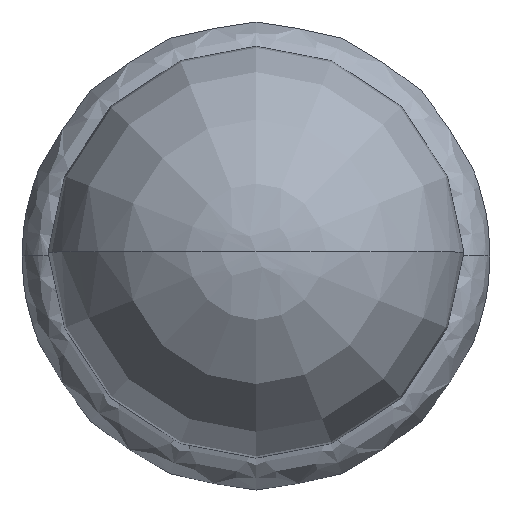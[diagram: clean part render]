
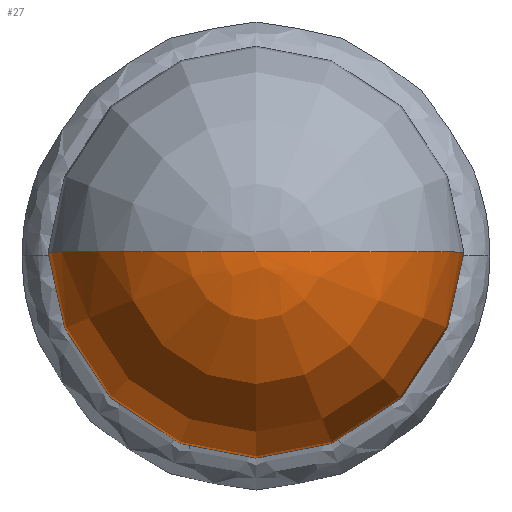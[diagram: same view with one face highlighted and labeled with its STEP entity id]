
A CAD part, top view. The second image highlights one B-rep face of the part: STEP entity #27.
In plain terms, the highlighted free-form (B-spline) face has degree [3, 2] with [7, 5] control points.
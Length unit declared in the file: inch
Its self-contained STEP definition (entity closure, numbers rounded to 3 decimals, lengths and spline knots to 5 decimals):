
#27=ADVANCED_FACE('',(#48),#296,.T.);
#48=FACE_OUTER_BOUND('',#69,.T.);
#69=EDGE_LOOP('',(#126,#127,#128));
#126=ORIENTED_EDGE('',*,*,#182,.T.);
#127=ORIENTED_EDGE('',*,*,#161,.F.);
#128=ORIENTED_EDGE('',*,*,#183,.F.);
#161=EDGE_CURVE('',#263,#262,#198,.T.);
#182=EDGE_CURVE('',#273,#262,#209,.T.);
#183=EDGE_CURVE('',#273,#263,#210,.T.);
#198=TRIMMED_CURVE($,#220,(#2249),(#2250),.T.,.CARTESIAN.);
#209=TRIMMED_CURVE($,#231,(#2412),(#2413),.T.,.CARTESIAN.);
#210=TRIMMED_CURVE($,#232,(#2415),(#2416),.T.,.CARTESIAN.);
#220=CIRCLE('',#400,0.0625);
#231=CIRCLE('',#411,0.0625);
#232=CIRCLE('',#412,0.02344);
#262=VERTEX_POINT('',#2152);
#263=VERTEX_POINT('',#2153);
#273=VERTEX_POINT('',#2163);
#296=(
BOUNDED_SURFACE()
B_SPLINE_SURFACE(3,2,((#1701,#1702,#1703,#1704,#1705),(#1706,#1707,#1708,
#1709,#1710),(#1711,#1712,#1713,#1714,#1715),(#1716,#1717,#1718,#1719,#1720),
(#1721,#1722,#1723,#1724,#1725),(#1726,#1727,#1728,#1729,#1730),(#1731,
#1732,#1733,#1734,#1735)),.UNSPECIFIED.,.F.,.F.,.F.)
B_SPLINE_SURFACE_WITH_KNOTS((4,3,4),(3,2,3),(0.6951,0.78126,
0.86742),(0.29421,0.44132,0.58843),
 .UNSPECIFIED.)
GEOMETRIC_REPRESENTATION_ITEM()
RATIONAL_B_SPLINE_SURFACE(((1.,0.707,1.,0.707,1.),
(0.848,0.599,0.848,0.599,
0.848),(0.848,0.599,0.848,
0.599,0.848),(1.,0.707,1.,0.707,
1.),(0.848,0.599,0.848,0.599,
0.848),(0.848,0.599,0.848,
0.599,0.848),(1.,0.707,1.,0.707,
1.)))
REPRESENTATION_ITEM('')
SURFACE()
);
#400=AXIS2_PLACEMENT_3D($,#2248,#433,#434);
#411=AXIS2_PLACEMENT_3D($,#2411,#455,#456);
#412=AXIS2_PLACEMENT_3D($,#2414,#457,#458);
#433=DIRECTION('',(0.,1.,0.));
#434=DIRECTION('',(-0.375,0.,-0.927));
#455=DIRECTION('',(0.,-1.,0.));
#456=DIRECTION('',(0.375,0.,-0.927));
#457=DIRECTION('',(0.,0.,-1.));
#458=DIRECTION('',(1.,0.,0.));
#1701=CARTESIAN_POINT('',(2.02344,0.,0.62956));
#1702=CARTESIAN_POINT('',(2.02344,-0.02344,0.62956));
#1703=CARTESIAN_POINT('',(2.,-0.02344,0.62956));
#1704=CARTESIAN_POINT('',(1.97656,-0.02344,0.62956));
#1705=CARTESIAN_POINT('',(1.97656,0.,0.62956));
#1706=CARTESIAN_POINT('',(2.05241,0.,0.64128));
#1707=CARTESIAN_POINT('',(2.05241,-0.05241,0.64128));
#1708=CARTESIAN_POINT('',(2.,-0.05241,0.64128));
#1709=CARTESIAN_POINT('',(1.94759,-0.05241,0.64128));
#1710=CARTESIAN_POINT('',(1.94759,0.,0.64128));
#1711=CARTESIAN_POINT('',(2.06732,0.,0.66876));
#1712=CARTESIAN_POINT('',(2.06732,-0.06732,0.66876));
#1713=CARTESIAN_POINT('',(2.,-0.06732,0.66876));
#1714=CARTESIAN_POINT('',(1.93268,-0.06732,0.66876));
#1715=CARTESIAN_POINT('',(1.93268,0.,0.66876));
#1716=CARTESIAN_POINT('',(2.06135,0.,0.69944));
#1717=CARTESIAN_POINT('',(2.06135,-0.06135,0.69944));
#1718=CARTESIAN_POINT('',(2.,-0.06135,0.69944));
#1719=CARTESIAN_POINT('',(1.93865,-0.06135,0.69944));
#1720=CARTESIAN_POINT('',(1.93865,0.,0.69944));
#1721=CARTESIAN_POINT('',(2.05538,0.,0.73012));
#1722=CARTESIAN_POINT('',(2.05538,-0.05538,0.73012));
#1723=CARTESIAN_POINT('',(2.,-0.05538,0.73012));
#1724=CARTESIAN_POINT('',(1.94462,-0.05538,0.73012));
#1725=CARTESIAN_POINT('',(1.94462,0.,0.73012));
#1726=CARTESIAN_POINT('',(2.03126,0.,0.75));
#1727=CARTESIAN_POINT('',(2.03126,-0.03126,0.75));
#1728=CARTESIAN_POINT('',(2.,-0.03126,0.75));
#1729=CARTESIAN_POINT('',(1.96874,-0.03126,0.75));
#1730=CARTESIAN_POINT('',(1.96874,0.,0.75));
#1731=CARTESIAN_POINT('',(2.,0.,0.75));
#1732=CARTESIAN_POINT('',(2.,0.,0.75));
#1733=CARTESIAN_POINT('',(2.,0.,0.75));
#1734=CARTESIAN_POINT('',(2.,0.,0.75));
#1735=CARTESIAN_POINT('',(2.,0.,0.75));
#2152=CARTESIAN_POINT('',(2.,0.,0.75));
#2153=CARTESIAN_POINT('',(1.97656,0.,0.62956));
#2163=CARTESIAN_POINT('',(2.02344,0.,0.62956));
#2248=CARTESIAN_POINT('',(2.,0.,0.6875));
#2249=CARTESIAN_POINT('',(1.97656,0.,0.62956));
#2250=CARTESIAN_POINT('',(2.,0.,0.75));
#2411=CARTESIAN_POINT('',(2.,0.,0.6875));
#2412=CARTESIAN_POINT('',(2.02344,0.,0.62956));
#2413=CARTESIAN_POINT('',(2.,0.,0.75));
#2414=CARTESIAN_POINT('',(2.,0.,0.62956));
#2415=CARTESIAN_POINT('',(2.02344,0.,0.62956));
#2416=CARTESIAN_POINT('',(1.97656,0.,0.62956));
